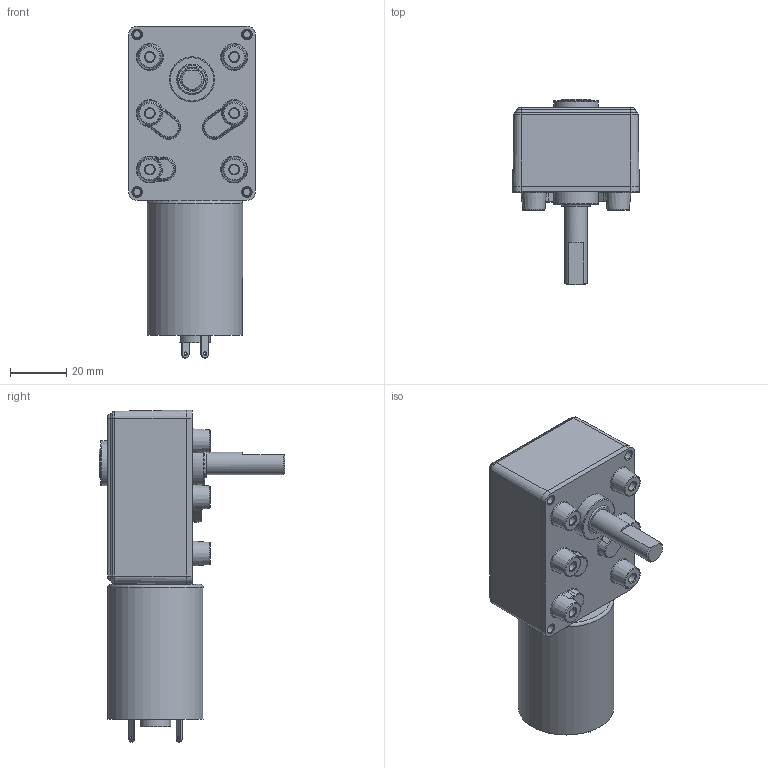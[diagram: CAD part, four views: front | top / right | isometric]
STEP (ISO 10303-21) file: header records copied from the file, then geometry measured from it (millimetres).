
FILE_DESCRIPTION((''),'2;1');
FILE_NAME('KWB+3448.stp','2018-06-28T10:54:02',('AHN'),(''),'Autodesk Inventor 2009','Autodesk Inventor 2009','');
FILE_SCHEMA(('AUTOMOTIVE_DESIGN { 1 0 10303 214 1 1 1 1 }'));
Length unit declared in the file: millimetre
Products named in the file (1): 부품23
Bounding box: 45 x 66 x 118 mm (x, y, z)
Volume: 130608.9 mm3; surface area: 20643.2 mm2
Topology: 2 solids, 9 shells, 269 faces, 543 edges, 318 vertices
Faces by surface type: plane 88, cylinder 62, bspline 48, cone 43, torus 28
Full cylindrical faces by diameter (mm): 1.3 x2, 2.5 x4, 3.2 x5, 3.3 x6, 3.43 x1, 4.2 x4, 8 x2, 9 x1, 9.05 x1, 10.9 x2, 11 x2, 14 x2, 14.5 x2, 16 x1, 34 x1
Entity records: 9237 total; most frequent: CARTESIAN_POINT 3783, DIRECTION 1107, ORIENTED_EDGE 894, AXIS2_PLACEMENT_3D 486, EDGE_CURVE 447, EDGE_LOOP 392, VERTEX_POINT 307, STYLED_ITEM 270
